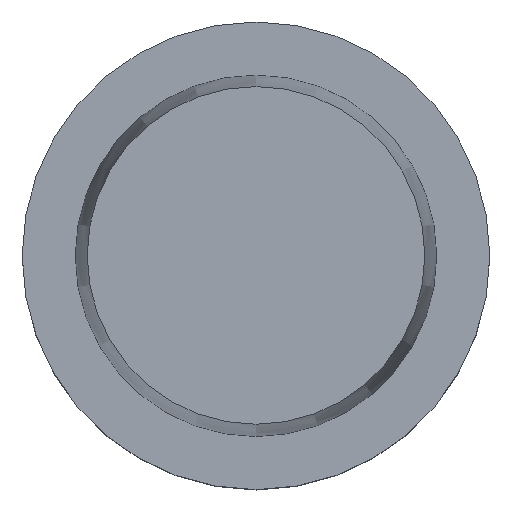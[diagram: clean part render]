
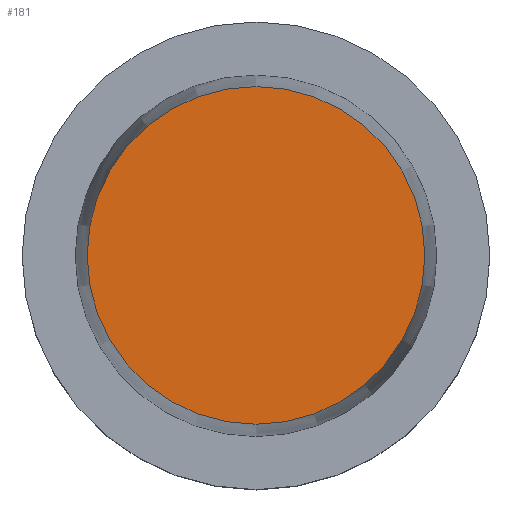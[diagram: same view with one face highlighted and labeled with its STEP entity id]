
A CAD part, top view. The second image highlights one B-rep face of the part: STEP entity #181.
In plain terms, the highlighted planar face has unit normal (0, 0, 1).
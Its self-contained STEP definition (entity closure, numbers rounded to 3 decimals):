
#181=ADVANCED_FACE('',(#192),#190,.F.);
#190=PLANE('',#469);
#192=FACE_OUTER_BOUND('',#234,.T.);
#234=EDGE_LOOP('',(#278));
#278=ORIENTED_EDGE('',*,*,#325,.F.);
#302=VERTEX_POINT('',#664);
#325=EDGE_CURVE('',#302,#302,#347,.T.);
#347=CIRCLE('',#468,22.722);
#468=AXIS2_PLACEMENT_3D('',#663,#570,#571);
#469=AXIS2_PLACEMENT_3D('',#665,#572,#573);
#570=DIRECTION('',(0.,0.,-1.));
#571=DIRECTION('',(0.,-1.,0.));
#572=DIRECTION('',(0.,0.,-1.));
#573=DIRECTION('',(0.,-1.,0.));
#663=CARTESIAN_POINT('',(0.,0.,31.9));
#664=CARTESIAN_POINT('',(0.,-22.722,31.9));
#665=CARTESIAN_POINT('',(0.,0.,31.9));
